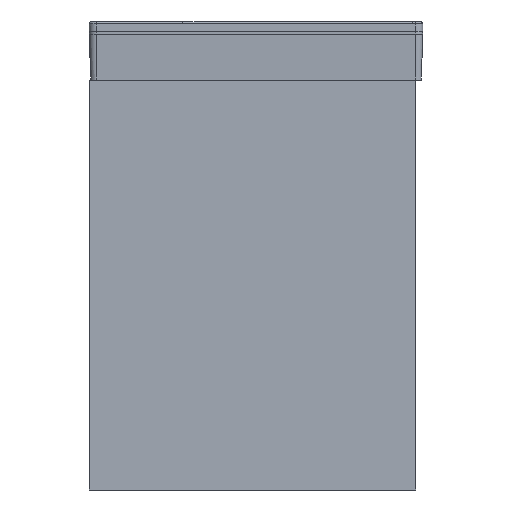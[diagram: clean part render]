
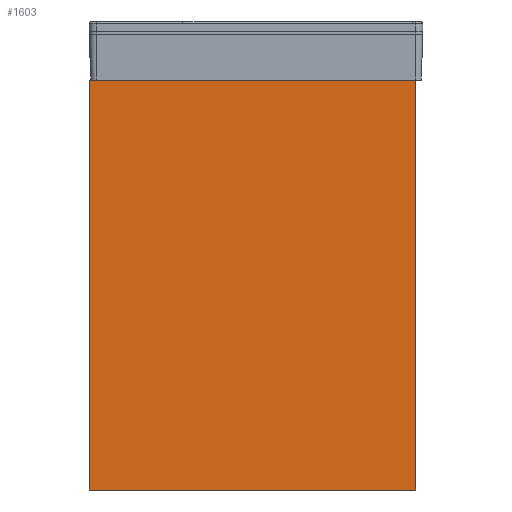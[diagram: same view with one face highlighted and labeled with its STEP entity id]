
A CAD part, left-side view. The second image highlights one B-rep face of the part: STEP entity #1603.
In plain terms, the highlighted planar face has unit normal (-1, 0, 0).
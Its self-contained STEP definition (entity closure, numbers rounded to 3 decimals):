
#1603=ADVANCED_FACE('',(#1912),#6698,.T.);
#1912=FACE_OUTER_BOUND('',#2230,.T.);
#2230=EDGE_LOOP('',(#2936,#2937,#2938,#2939));
#2936=ORIENTED_EDGE('',*,*,#4469,.F.);
#2937=ORIENTED_EDGE('',*,*,#4470,.F.);
#2938=ORIENTED_EDGE('',*,*,#4466,.F.);
#2939=ORIENTED_EDGE('',*,*,#4468,.F.);
#4466=EDGE_CURVE('',#6149,#6150,#5453,.T.);
#4468=EDGE_CURVE('',#6151,#6149,#5455,.T.);
#4469=EDGE_CURVE('',#6152,#6151,#5456,.T.);
#4470=EDGE_CURVE('',#6150,#6152,#5457,.T.);
#5453=B_SPLINE_CURVE_WITH_KNOTS('',1,(#8801,#8802),.UNSPECIFIED.,.F.,.F.,
(2,2),(0.,450.),.UNSPECIFIED.);
#5455=B_SPLINE_CURVE_WITH_KNOTS('',1,(#8805,#8806),.UNSPECIFIED.,.F.,.F.,
(2,2),(-565.,0.),.UNSPECIFIED.);
#5456=B_SPLINE_CURVE_WITH_KNOTS('',1,(#8807,#8808),.UNSPECIFIED.,.F.,.F.,
(2,2),(-450.,0.),.UNSPECIFIED.);
#5457=B_SPLINE_CURVE_WITH_KNOTS('',1,(#8809,#8810),.UNSPECIFIED.,.F.,.F.,
(2,2),(-565.,0.),.UNSPECIFIED.);
#6149=VERTEX_POINT('',#8787);
#6150=VERTEX_POINT('',#8788);
#6151=VERTEX_POINT('',#8789);
#6152=VERTEX_POINT('',#8790);
#6698=PLANE('',#7226);
#7226=AXIS2_PLACEMENT_3D('',#8779,#7463,$);
#7463=DIRECTION('',(-1.,0.,0.));
#8779=CARTESIAN_POINT('',(-390.5,-339.,-45.));
#8787=CARTESIAN_POINT('',(-390.5,282.5,0.));
#8788=CARTESIAN_POINT('',(-390.5,282.5,450.));
#8789=CARTESIAN_POINT('',(-390.5,-282.5,0.));
#8790=CARTESIAN_POINT('',(-390.5,-282.5,450.));
#8801=CARTESIAN_POINT('',(-390.5,282.5,0.));
#8802=CARTESIAN_POINT('',(-390.5,282.5,450.));
#8805=CARTESIAN_POINT('',(-390.5,-282.5,0.));
#8806=CARTESIAN_POINT('',(-390.5,282.5,0.));
#8807=CARTESIAN_POINT('',(-390.5,-282.5,450.));
#8808=CARTESIAN_POINT('',(-390.5,-282.5,0.));
#8809=CARTESIAN_POINT('',(-390.5,282.5,450.));
#8810=CARTESIAN_POINT('',(-390.5,-282.5,450.));
